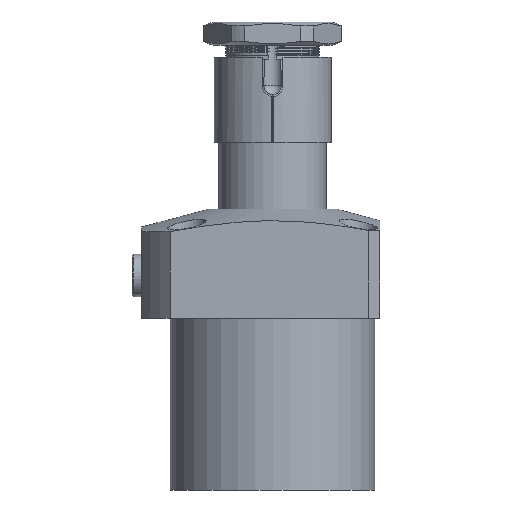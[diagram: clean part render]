
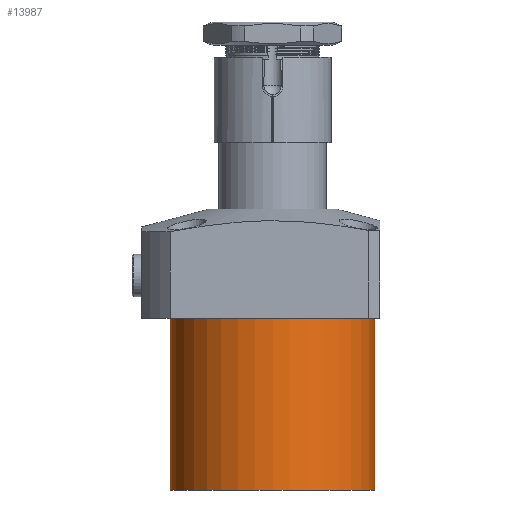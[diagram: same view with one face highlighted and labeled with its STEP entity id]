
A CAD part, front view. The second image highlights one B-rep face of the part: STEP entity #13987.
In plain terms, the highlighted cylindrical face has radius 52.5 mm (diameter 105 mm), a partial arc.
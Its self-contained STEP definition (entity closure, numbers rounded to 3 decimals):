
#7 = EDGE_CURVE ( 'NONE', #3772, #7048, #740, .T. ) ;
#269 = FACE_OUTER_BOUND ( 'NONE', #8682, .T. ) ;
#348 = CARTESIAN_POINT ( 'NONE',  ( -52.5, 0., -88. ) ) ;
#522 = VECTOR ( 'NONE', #12603, 1000. ) ;
#538 = VERTEX_POINT ( 'NONE', #7122 ) ;
#740 = LINE ( 'NONE', #12753, #8329 ) ;
#2818 = DIRECTION ( 'NONE',  ( 0., 0., -1. ) ) ;
#3017 = AXIS2_PLACEMENT_3D ( 'NONE', #11840, #2818, #4077 ) ;
#3494 = ORIENTED_EDGE ( 'NONE', *, *, #14240, .T. ) ;
#3532 = CARTESIAN_POINT ( 'NONE',  ( 0., 0., 0. ) ) ;
#3734 = DIRECTION ( 'NONE',  ( 0., 0., 1. ) ) ;
#3772 = VERTEX_POINT ( 'NONE', #348 ) ;
#3803 = EDGE_CURVE ( 'NONE', #14067, #538, #11288, .T. ) ;
#3903 = CYLINDRICAL_SURFACE ( 'NONE', #8897, 52.5 ) ;
#4077 = DIRECTION ( 'NONE',  ( -1., 0., 0. ) ) ;
#4264 = CARTESIAN_POINT ( 'NONE',  ( 52.5, 0., -88. ) ) ;
#5617 = DIRECTION ( 'NONE',  ( 1., 0., 0. ) ) ;
#5649 = AXIS2_PLACEMENT_3D ( 'NONE', #3532, #11267, #5617 ) ;
#5861 = CARTESIAN_POINT ( 'NONE',  ( -52.5, 0., 0. ) ) ;
#6386 = EDGE_CURVE ( 'NONE', #14067, #3772, #7754, .T. ) ;
#7048 = VERTEX_POINT ( 'NONE', #5861 ) ;
#7122 = CARTESIAN_POINT ( 'NONE',  ( 52.5, 0., 0. ) ) ;
#7754 = CIRCLE ( 'NONE', #3017, 52.5 ) ;
#8329 = VECTOR ( 'NONE', #3734, 1000. ) ;
#8659 = DIRECTION ( 'NONE',  ( 0., 0., 1. ) ) ;
#8682 = EDGE_LOOP ( 'NONE', ( #10104, #12700, #9126, #3494 ) ) ;
#8897 = AXIS2_PLACEMENT_3D ( 'NONE', #12987, #8659, #11836 ) ;
#9126 = ORIENTED_EDGE ( 'NONE', *, *, #3803, .T. ) ;
#9451 = CIRCLE ( 'NONE', #5649, 52.5 ) ;
#10104 = ORIENTED_EDGE ( 'NONE', *, *, #7, .F. ) ;
#11267 = DIRECTION ( 'NONE',  ( 0., 0., -1. ) ) ;
#11288 = LINE ( 'NONE', #12557, #522 ) ;
#11836 = DIRECTION ( 'NONE',  ( 1., 0., 0. ) ) ;
#11840 = CARTESIAN_POINT ( 'NONE',  ( 0., 0., -88. ) ) ;
#12557 = CARTESIAN_POINT ( 'NONE',  ( 52.5, 0., -88. ) ) ;
#12603 = DIRECTION ( 'NONE',  ( 0., 0., 1. ) ) ;
#12700 = ORIENTED_EDGE ( 'NONE', *, *, #6386, .F. ) ;
#12753 = CARTESIAN_POINT ( 'NONE',  ( -52.5, 0., -88. ) ) ;
#12987 = CARTESIAN_POINT ( 'NONE',  ( 0., 0., -88. ) ) ;
#13987 = ADVANCED_FACE ( 'NONE', ( #269 ), #3903, .T. ) ;
#14067 = VERTEX_POINT ( 'NONE', #4264 ) ;
#14240 = EDGE_CURVE ( 'NONE', #538, #7048, #9451, .T. ) ;
